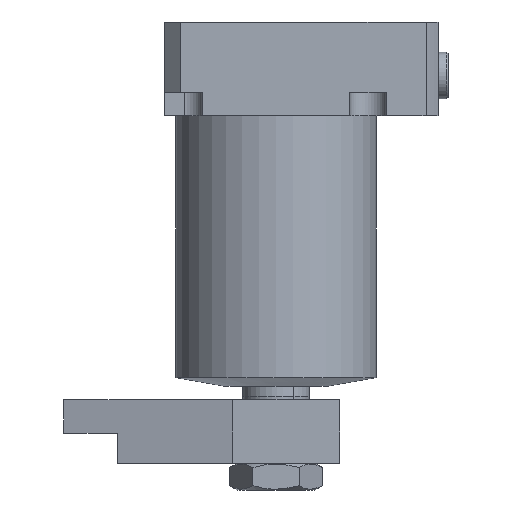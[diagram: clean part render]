
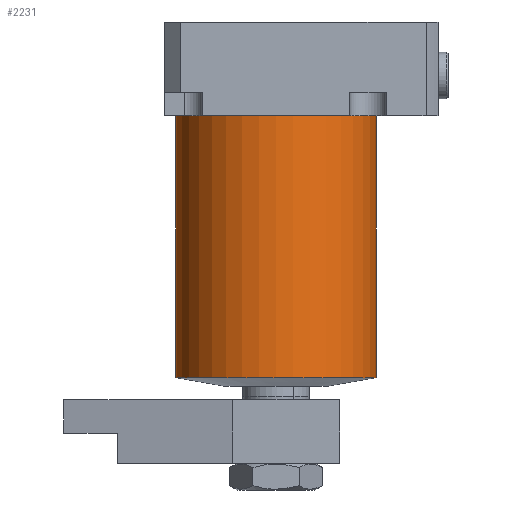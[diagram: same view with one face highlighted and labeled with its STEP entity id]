
A CAD part, front view. The second image highlights one B-rep face of the part: STEP entity #2231.
In plain terms, the highlighted cylindrical face has radius 30 mm (diameter 60 mm), a partial arc.
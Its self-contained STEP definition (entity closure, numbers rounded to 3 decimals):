
#2231 = ADVANCED_FACE ( 'NONE', ( #2365 ), #9952, .T. ) ;
#2365 = FACE_OUTER_BOUND ( 'NONE', #3430, .T. ) ;
#3310 = CARTESIAN_POINT ( 'NONE',  ( 0., 0., 2.645 ) ) ;
#3430 = EDGE_LOOP ( 'NONE', ( #20613, #8175, #4364, #8676 ) ) ;
#3467 = VERTEX_POINT ( 'NONE', #17808 ) ;
#3492 = EDGE_CURVE ( 'NONE', #5174, #3467, #18237, .T. ) ;
#3550 = DIRECTION ( 'NONE',  ( 0., 0., -1. ) ) ;
#3831 = DIRECTION ( 'NONE',  ( 0., 0., 1. ) ) ;
#4364 = ORIENTED_EDGE ( 'NONE', *, *, #10599, .T. ) ;
#4919 = DIRECTION ( 'NONE',  ( 1., 0., 0. ) ) ;
#5174 = VERTEX_POINT ( 'NONE', #7203 ) ;
#5185 = EDGE_CURVE ( 'NONE', #9154, #5174, #13850, .T. ) ;
#6591 = CARTESIAN_POINT ( 'NONE',  ( 30., 0., 81. ) ) ;
#7203 = CARTESIAN_POINT ( 'NONE',  ( 30., 0., 2.645 ) ) ;
#8022 = VECTOR ( 'NONE', #3550, 1000. ) ;
#8175 = ORIENTED_EDGE ( 'NONE', *, *, #10676, .F. ) ;
#8676 = ORIENTED_EDGE ( 'NONE', *, *, #3492, .F. ) ;
#9154 = VERTEX_POINT ( 'NONE', #6591 ) ;
#9505 = AXIS2_PLACEMENT_3D ( 'NONE', #13539, #3831, #15179 ) ;
#9552 = VECTOR ( 'NONE', #10505, 1000. ) ;
#9952 = CYLINDRICAL_SURFACE ( 'NONE', #10644, 30. ) ;
#10505 = DIRECTION ( 'NONE',  ( 0., 0., -1. ) ) ;
#10599 = EDGE_CURVE ( 'NONE', #11585, #3467, #16639, .T. ) ;
#10644 = AXIS2_PLACEMENT_3D ( 'NONE', #17313, #18935, #15662 ) ;
#10676 = EDGE_CURVE ( 'NONE', #11585, #9154, #19925, .T. ) ;
#11585 = VERTEX_POINT ( 'NONE', #17391 ) ;
#13539 = CARTESIAN_POINT ( 'NONE',  ( 0., 0., 81. ) ) ;
#13772 = CARTESIAN_POINT ( 'NONE',  ( 30., 0., 81. ) ) ;
#13850 = LINE ( 'NONE', #13772, #9552 ) ;
#14650 = DIRECTION ( 'NONE',  ( 0., 0., -1. ) ) ;
#14890 = CARTESIAN_POINT ( 'NONE',  ( -30., 0., 81. ) ) ;
#15179 = DIRECTION ( 'NONE',  ( 1., 0., 0. ) ) ;
#15662 = DIRECTION ( 'NONE',  ( -1., 0., 0. ) ) ;
#16639 = LINE ( 'NONE', #14890, #8022 ) ;
#17313 = CARTESIAN_POINT ( 'NONE',  ( 0., 0., 81. ) ) ;
#17391 = CARTESIAN_POINT ( 'NONE',  ( -30., 0., 81. ) ) ;
#17808 = CARTESIAN_POINT ( 'NONE',  ( -30., 0., 2.645 ) ) ;
#18237 = CIRCLE ( 'NONE', #20397, 30. ) ;
#18935 = DIRECTION ( 'NONE',  ( 0., 0., -1. ) ) ;
#19925 = CIRCLE ( 'NONE', #9505, 30. ) ;
#20397 = AXIS2_PLACEMENT_3D ( 'NONE', #3310, #14650, #4919 ) ;
#20613 = ORIENTED_EDGE ( 'NONE', *, *, #5185, .F. ) ;
